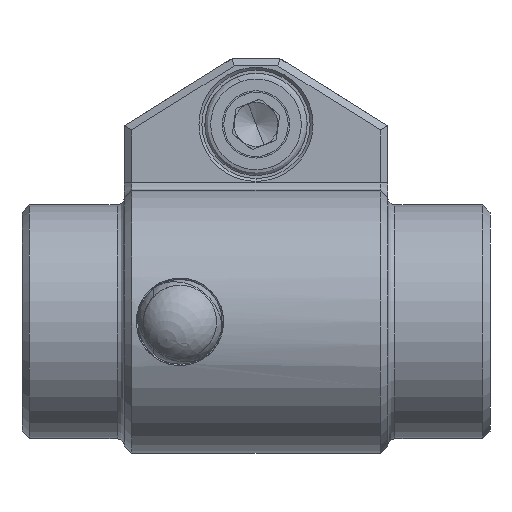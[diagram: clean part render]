
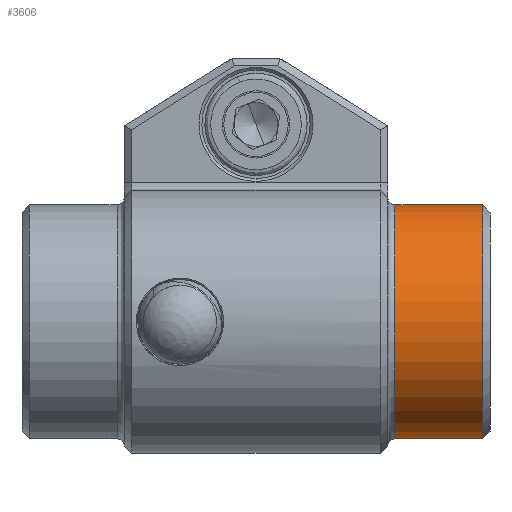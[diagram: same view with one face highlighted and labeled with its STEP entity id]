
A CAD part, front view. The second image highlights one B-rep face of the part: STEP entity #3606.
In plain terms, the highlighted cylindrical face has radius 8 mm (diameter 16 mm), a partial arc.
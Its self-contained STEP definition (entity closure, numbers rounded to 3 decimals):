
#246 = CARTESIAN_POINT ( 'NONE',  ( 9.5, 9., -12.5 ) ) ;
#277 = CARTESIAN_POINT ( 'NONE',  ( 9., 9., -12.5 ) ) ;
#360 = VERTEX_POINT ( 'NONE', #7284 ) ;
#989 = EDGE_CURVE ( 'NONE', #360, #4036, #5442, .T. ) ;
#1279 = CARTESIAN_POINT ( 'NONE',  ( 15.5, 9., -4.5 ) ) ;
#1498 = EDGE_CURVE ( 'NONE', #4036, #6629, #6505, .T. ) ;
#1538 = CARTESIAN_POINT ( 'NONE',  ( 9.5, 9., -4.5 ) ) ;
#1584 = ORIENTED_EDGE ( 'NONE', *, *, #1498, .T. ) ;
#1976 = ORIENTED_EDGE ( 'NONE', *, *, #2448, .F. ) ;
#2051 = DIRECTION ( 'NONE',  ( 1., 0., 0. ) ) ;
#2122 = ORIENTED_EDGE ( 'NONE', *, *, #989, .T. ) ;
#2150 = CARTESIAN_POINT ( 'NONE',  ( 15.5, 9., 3.5 ) ) ;
#2448 = EDGE_CURVE ( 'NONE', #360, #6939, #2473, .T. ) ;
#2473 = LINE ( 'NONE', #4416, #3357 ) ;
#2562 = DIRECTION ( 'NONE',  ( 1., 0., 0. ) ) ;
#2774 = EDGE_CURVE ( 'NONE', #6629, #6939, #5615, .T. ) ;
#2955 = CARTESIAN_POINT ( 'NONE',  ( 15.5, 9., -12.5 ) ) ;
#2976 = CYLINDRICAL_SURFACE ( 'NONE', #6968, 8. ) ;
#3190 = DIRECTION ( 'NONE',  ( -1., 0., 0. ) ) ;
#3357 = VECTOR ( 'NONE', #2562, 1000. ) ;
#3475 = EDGE_LOOP ( 'NONE', ( #1976, #2122, #1584, #6850 ) ) ;
#3606 = ADVANCED_FACE ( 'NONE', ( #4270 ), #2976, .T. ) ;
#3855 = DIRECTION ( 'NONE',  ( 0., 0., 1. ) ) ;
#4036 = VERTEX_POINT ( 'NONE', #246 ) ;
#4141 = VECTOR ( 'NONE', #2051, 1000. ) ;
#4270 = FACE_OUTER_BOUND ( 'NONE', #3475, .T. ) ;
#4281 = CARTESIAN_POINT ( 'NONE',  ( 9., 9., -4.5 ) ) ;
#4416 = CARTESIAN_POINT ( 'NONE',  ( 9., 9., 3.5 ) ) ;
#4647 = DIRECTION ( 'NONE',  ( 1., 0., 0. ) ) ;
#4932 = DIRECTION ( 'NONE',  ( 1., 0., 0. ) ) ;
#5442 = CIRCLE ( 'NONE', #6408, 8. ) ;
#5615 = CIRCLE ( 'NONE', #5689, 8. ) ;
#5689 = AXIS2_PLACEMENT_3D ( 'NONE', #1279, #3190, #3855 ) ;
#5911 = DIRECTION ( 'NONE',  ( 0., 0., -1. ) ) ;
#6180 = DIRECTION ( 'NONE',  ( 0., 0., -1. ) ) ;
#6408 = AXIS2_PLACEMENT_3D ( 'NONE', #1538, #4647, #5911 ) ;
#6505 = LINE ( 'NONE', #277, #4141 ) ;
#6629 = VERTEX_POINT ( 'NONE', #2955 ) ;
#6850 = ORIENTED_EDGE ( 'NONE', *, *, #2774, .T. ) ;
#6939 = VERTEX_POINT ( 'NONE', #2150 ) ;
#6968 = AXIS2_PLACEMENT_3D ( 'NONE', #4281, #4932, #6180 ) ;
#7284 = CARTESIAN_POINT ( 'NONE',  ( 9.5, 9., 3.5 ) ) ;
